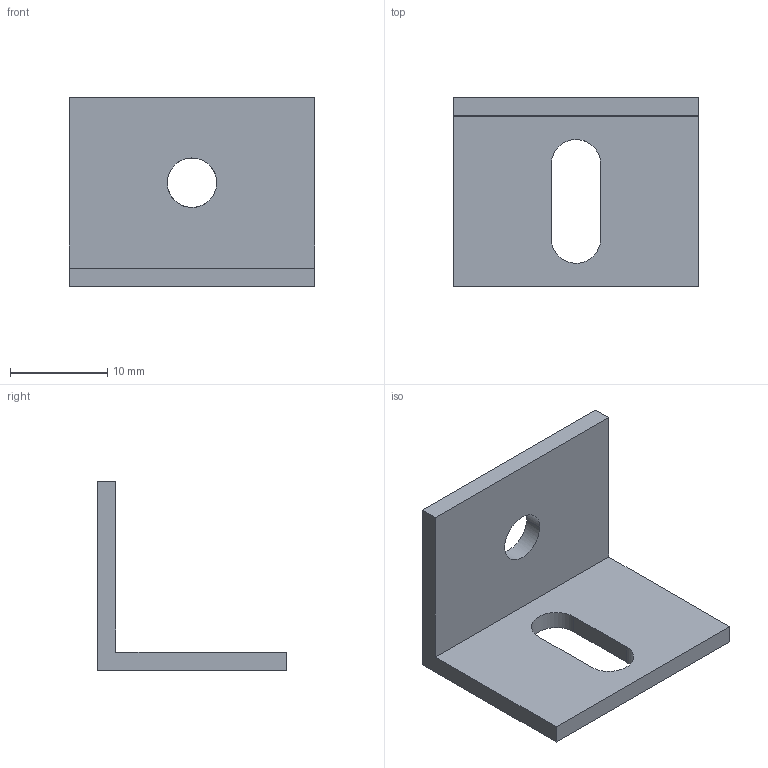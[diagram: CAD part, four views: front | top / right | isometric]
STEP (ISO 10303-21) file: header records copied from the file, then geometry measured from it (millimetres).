
FILE_DESCRIPTION(/* description */ (''),/* implementation_level */ '2;1');
FILE_NAME(/* name */ 'Support to Base Angle Plates',/* time_stamp */ '2014-03-05T18:05:13-06:00',/* author */ (''),/* organization */ (''),/* preprocessor_version */ 'ST-DEVELOPER v15',/* originating_system */ '',/* authorisation */ '');
FILE_SCHEMA (('AUTOMOTIVE_DESIGN'));
Length unit declared in the file: inch
Products named in the file (1): Document
Bounding box: 25.17 x 19.43 x 19.43 mm (x, y, z)
Volume: 1621 mm3; surface area: 2028.5 mm2
Topology: 1 solids, 1 shells, 14 faces, 43 edges, 33 vertices
Faces by surface type: plane 8, bspline 6
Entity records: 499 total; most frequent: CARTESIAN_POINT 230, ORIENTED_EDGE 72, EDGE_CURVE 36, VERTEX_POINT 24, B_SPLINE_CURVE_WITH_KNOTS 23, EDGE_LOOP 18, ADVANCED_FACE 14, FACE_OUTER_BOUND 14
